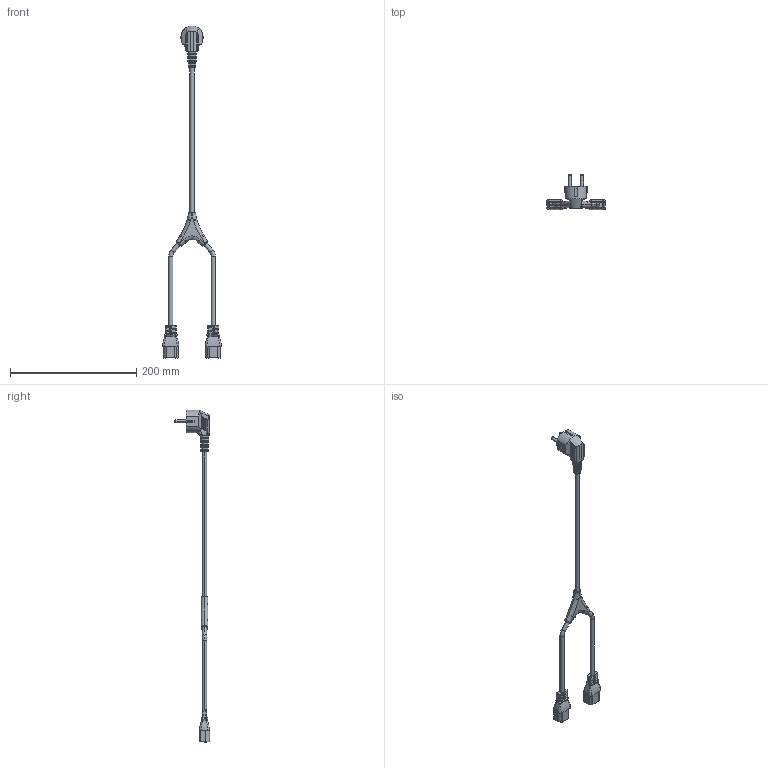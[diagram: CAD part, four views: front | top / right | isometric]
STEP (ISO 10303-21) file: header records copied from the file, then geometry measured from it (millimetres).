
FILE_DESCRIPTION (( 'STEP AP203' ), '1' );
FILE_NAME ('IPCI2C13-10A-2M_3D.STEP', '2022-04-22T16:55:38', ( '' ), ( '' ), 'SwSTEP 2.0', 'SolidWorks 2021', '' );
FILE_SCHEMA (( 'CONFIG_CONTROL_DESIGN' ));
Length unit declared in the file: inch
Products named in the file (6): F-068 CBL JUNCTION Y-SHAPE; IPCI2C13-10A-2M_3D; H05VV-F 3G Cord (for 44-430-02M); SF-82 IEC 320 C13 FEM PWR PLUG; H05VV-F 3G Cord (for 44-423-02M); SF-04 TYPE F (EUR) RT-ANG 16A 250V AC PWR PLUG_Varsayilan
Assembly tree (7 placements, depth 2):
  IPCI2C13-10A-2M_3D
    SF-04 TYPE F (EUR) RT-ANG 16A 250V AC PWR PLUG_Varsayilan
    H05VV-F 3G Cord (for 44-423-02M)
    F-068 CBL JUNCTION Y-SHAPE
    H05VV-F 3G Cord (for 44-430-02M)  x2
    SF-82 IEC 320 C13 FEM PWR PLUG  x2
Bounding box: 92.86 x 55.42 x 525.09 mm (x, y, z)
Volume: 81141 mm3; surface area: 40490.9 mm2
Topology: 13 solids, 13 shells, 951 faces, 2535 edges, 1579 vertices
Faces by surface type: plane 388, cylinder 336, bspline 108, sphere 56, torus 48, cone 15
Entity records: 27725 total; most frequent: CARTESIAN_POINT 9145, ORIENTED_EDGE 3818, DIRECTION 3668, EDGE_CURVE 1909, AXIS2_PLACEMENT_3D 1332, VERTEX_POINT 1196, VECTOR 1004, LINE 1004
